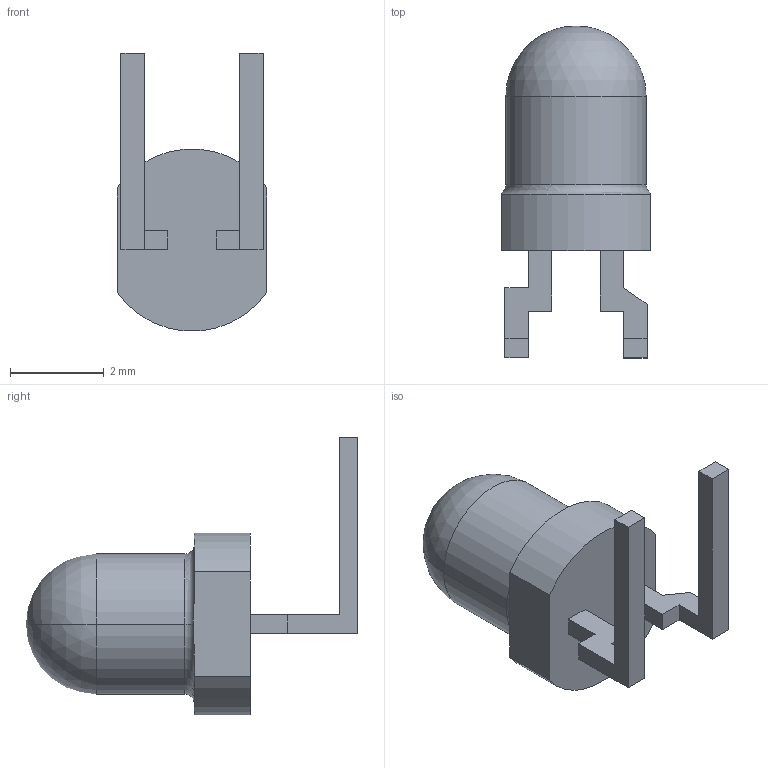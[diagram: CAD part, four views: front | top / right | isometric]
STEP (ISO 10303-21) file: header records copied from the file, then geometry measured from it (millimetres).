
FILE_DESCRIPTION (( 'STEP AP214' ), '1' );
FILE_NAME ('TEFT4300.STEP', '2024-08-31T05:01:26', ( '' ), ( '' ), 'SwSTEP 2.0', 'SolidWorks 2020', '' );
FILE_SCHEMA (( 'AUTOMOTIVE_DESIGN' ));
Length unit declared in the file: millimetre
Products named in the file (1): TEFT4300
Bounding box: 3.2 x 7.1 x 5.94 mm (x, y, z)
Volume: 37.7 mm3; surface area: 86.5 mm2
Topology: 3 solids, 3 shells, 37 faces, 92 edges, 59 vertices
Faces by surface type: plane 29, cylinder 4, sphere 2, torus 2
Entity records: 1174 total; most frequent: CARTESIAN_POINT 251, ORIENTED_EDGE 178, DIRECTION 174, EDGE_CURVE 89, LINE 72, VECTOR 72, VERTEX_POINT 58, AXIS2_PLACEMENT_3D 51
